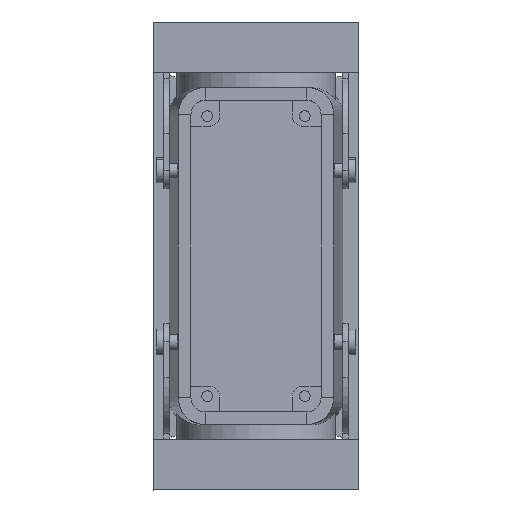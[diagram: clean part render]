
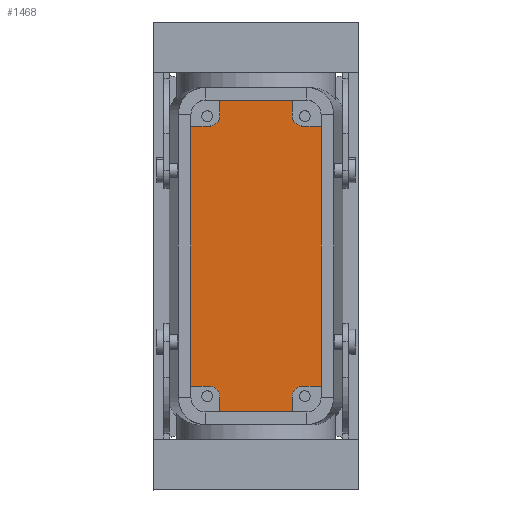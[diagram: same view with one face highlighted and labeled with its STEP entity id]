
A CAD part, top view. The second image highlights one B-rep face of the part: STEP entity #1468.
In plain terms, the highlighted planar face has unit normal (0, 0, 1).
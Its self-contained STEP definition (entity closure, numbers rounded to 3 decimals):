
#422=AXIS2_PLACEMENT_3D('Circle Axis2P3D',#420,#421,$) ;
#571=AXIS2_PLACEMENT_3D('Circle Axis2P3D',#569,#570,$) ;
#1355=AXIS2_PLACEMENT_3D('Plane Axis2P3D',#1352,#1353,#1354) ;
#368=CARTESIAN_POINT('Vertex',(18.5,107.9,4.5)) ;
#371=CARTESIAN_POINT('Line Origine',(28.5,107.9,4.5)) ;
#375=CARTESIAN_POINT('Vertex',(38.5,107.9,4.5)) ;
#396=CARTESIAN_POINT('Line Origine',(38.5,105.825,4.5)) ;
#400=CARTESIAN_POINT('Vertex',(38.5,103.75,4.5)) ;
#420=CARTESIAN_POINT('Axis2P3D Location',(41.5,103.75,4.5)) ;
#424=CARTESIAN_POINT('Vertex',(41.5,100.75,4.5)) ;
#566=CARTESIAN_POINT('Vertex',(15.5,100.75,4.5)) ;
#569=CARTESIAN_POINT('Axis2P3D Location',(15.5,103.75,4.5)) ;
#573=CARTESIAN_POINT('Vertex',(18.5,103.75,4.5)) ;
#590=CARTESIAN_POINT('Line Origine',(18.5,105.825,4.5)) ;
#1352=CARTESIAN_POINT('Axis2P3D Location',(28.5,64.75,4.5)) ;
#1358=CARTESIAN_POINT('Control Point',(15.5,28.75,4.5)) ;
#1359=CARTESIAN_POINT('Control Point',(15.839,28.75,4.5)) ;
#1360=CARTESIAN_POINT('Control Point',(16.179,28.702,4.5)) ;
#1361=CARTESIAN_POINT('Control Point',(16.509,28.606,4.5)) ;
#1362=CARTESIAN_POINT('Control Point',(17.134,28.323,4.5)) ;
#1363=CARTESIAN_POINT('Control Point',(17.655,27.878,4.5)) ;
#1364=CARTESIAN_POINT('Control Point',(17.883,27.62,4.5)) ;
#1365=CARTESIAN_POINT('Control Point',(18.217,27.111,4.5)) ;
#1366=CARTESIAN_POINT('Control Point',(18.413,26.537,4.5)) ;
#1367=CARTESIAN_POINT('Control Point',(18.471,26.277,4.5)) ;
#1368=CARTESIAN_POINT('Control Point',(18.5,26.014,4.5)) ;
#1369=CARTESIAN_POINT('Control Point',(18.5,25.75,4.5)) ;
#1370=CARTESIAN_POINT('Vertex',(18.5,25.75,4.5)) ;
#1372=CARTESIAN_POINT('Vertex',(15.5,28.75,4.5)) ;
#1375=CARTESIAN_POINT('Line Origine',(18.5,23.675,4.5)) ;
#1379=CARTESIAN_POINT('Vertex',(18.5,21.6,4.5)) ;
#1382=CARTESIAN_POINT('Line Origine',(28.5,21.6,4.5)) ;
#1386=CARTESIAN_POINT('Vertex',(38.5,21.6,4.5)) ;
#1389=CARTESIAN_POINT('Line Origine',(38.5,23.675,4.5)) ;
#1393=CARTESIAN_POINT('Vertex',(38.5,25.75,4.5)) ;
#1397=CARTESIAN_POINT('Control Point',(38.5,25.75,4.5)) ;
#1398=CARTESIAN_POINT('Control Point',(38.5,26.089,4.5)) ;
#1399=CARTESIAN_POINT('Control Point',(38.548,26.429,4.5)) ;
#1400=CARTESIAN_POINT('Control Point',(38.644,26.759,4.5)) ;
#1401=CARTESIAN_POINT('Control Point',(38.927,27.384,4.5)) ;
#1402=CARTESIAN_POINT('Control Point',(39.372,27.905,4.5)) ;
#1403=CARTESIAN_POINT('Control Point',(39.63,28.133,4.5)) ;
#1404=CARTESIAN_POINT('Control Point',(40.139,28.467,4.5)) ;
#1405=CARTESIAN_POINT('Control Point',(40.713,28.663,4.5)) ;
#1406=CARTESIAN_POINT('Control Point',(40.973,28.721,4.5)) ;
#1407=CARTESIAN_POINT('Control Point',(41.236,28.75,4.5)) ;
#1408=CARTESIAN_POINT('Control Point',(41.5,28.75,4.5)) ;
#1409=CARTESIAN_POINT('Vertex',(41.5,28.75,4.5)) ;
#1412=CARTESIAN_POINT('Line Origine',(44.,28.75,4.5)) ;
#1416=CARTESIAN_POINT('Vertex',(46.5,28.75,4.5)) ;
#1419=CARTESIAN_POINT('Line Origine',(46.5,64.75,4.5)) ;
#1423=CARTESIAN_POINT('Vertex',(46.5,100.75,4.5)) ;
#1426=CARTESIAN_POINT('Line Origine',(44.,100.75,4.5)) ;
#1431=CARTESIAN_POINT('Line Origine',(13.,100.75,4.5)) ;
#1435=CARTESIAN_POINT('Vertex',(10.5,100.75,4.5)) ;
#1438=CARTESIAN_POINT('Line Origine',(10.5,64.75,4.5)) ;
#1442=CARTESIAN_POINT('Vertex',(10.5,28.75,4.5)) ;
#1445=CARTESIAN_POINT('Line Origine',(13.,28.75,4.5)) ;
#372=DIRECTION('Vector Direction',(-1.,0.,0.)) ;
#397=DIRECTION('Vector Direction',(0.,1.,0.)) ;
#421=DIRECTION('Axis2P3D Direction',(0.,-0.,-1.)) ;
#570=DIRECTION('Axis2P3D Direction',(0.,0.,-1.)) ;
#591=DIRECTION('Vector Direction',(0.,1.,0.)) ;
#1353=DIRECTION('Axis2P3D Direction',(-0.,0.,1.)) ;
#1354=DIRECTION('Axis2P3D XDirection',(0.,-1.,0.)) ;
#1376=DIRECTION('Vector Direction',(0.,-1.,0.)) ;
#1383=DIRECTION('Vector Direction',(1.,0.,0.)) ;
#1390=DIRECTION('Vector Direction',(0.,-1.,0.)) ;
#1413=DIRECTION('Vector Direction',(-1.,0.,0.)) ;
#1420=DIRECTION('Vector Direction',(0.,-1.,0.)) ;
#1427=DIRECTION('Vector Direction',(-1.,0.,0.)) ;
#1432=DIRECTION('Vector Direction',(1.,0.,0.)) ;
#1439=DIRECTION('Vector Direction',(0.,1.,0.)) ;
#1446=DIRECTION('Vector Direction',(1.,0.,0.)) ;
#373=VECTOR('Line Direction',#372,1.) ;
#398=VECTOR('Line Direction',#397,1.) ;
#592=VECTOR('Line Direction',#591,1.) ;
#1377=VECTOR('Line Direction',#1376,1.) ;
#1384=VECTOR('Line Direction',#1383,1.) ;
#1391=VECTOR('Line Direction',#1390,1.) ;
#1414=VECTOR('Line Direction',#1413,1.) ;
#1421=VECTOR('Line Direction',#1420,1.) ;
#1428=VECTOR('Line Direction',#1427,1.) ;
#1433=VECTOR('Line Direction',#1432,1.) ;
#1440=VECTOR('Line Direction',#1439,1.) ;
#1447=VECTOR('Line Direction',#1446,1.) ;
#1451=ORIENTED_EDGE('',*,*,#1374,.F.) ;
#1452=ORIENTED_EDGE('',*,*,#1381,.T.) ;
#1453=ORIENTED_EDGE('',*,*,#1388,.T.) ;
#1454=ORIENTED_EDGE('',*,*,#1395,.F.) ;
#1455=ORIENTED_EDGE('',*,*,#1411,.F.) ;
#1456=ORIENTED_EDGE('',*,*,#1418,.F.) ;
#1457=ORIENTED_EDGE('',*,*,#1425,.T.) ;
#1458=ORIENTED_EDGE('',*,*,#1430,.T.) ;
#1459=ORIENTED_EDGE('',*,*,#426,.F.) ;
#1460=ORIENTED_EDGE('',*,*,#402,.T.) ;
#1461=ORIENTED_EDGE('',*,*,#377,.T.) ;
#1462=ORIENTED_EDGE('',*,*,#594,.F.) ;
#1463=ORIENTED_EDGE('',*,*,#575,.F.) ;
#1464=ORIENTED_EDGE('',*,*,#1437,.F.) ;
#1465=ORIENTED_EDGE('',*,*,#1444,.T.) ;
#1466=ORIENTED_EDGE('',*,*,#1449,.T.) ;
#1468=ADVANCED_FACE('Housing',(#1467),#1356,.T.) ;
#1357=B_SPLINE_CURVE_WITH_KNOTS('',5,(#1358,#1359,#1360,#1361,#1362,#1363,#1364,#1365,#1366,#1367,#1368,#1369),.UNSPECIFIED.,.F.,.U.,(6,3,3,6),(0.,2.4,4.8,6.664),.UNSPECIFIED.) ;
#1396=B_SPLINE_CURVE_WITH_KNOTS('',5,(#1397,#1398,#1399,#1400,#1401,#1402,#1403,#1404,#1405,#1406,#1407,#1408),.UNSPECIFIED.,.F.,.U.,(6,3,3,6),(0.,2.4,4.8,6.664),.UNSPECIFIED.) ;
#423=CIRCLE('generated circle',#422,3.) ;
#572=CIRCLE('generated circle',#571,3.) ;
#377=EDGE_CURVE('',#376,#369,#374,.T.) ;
#402=EDGE_CURVE('',#401,#376,#399,.T.) ;
#426=EDGE_CURVE('',#401,#425,#423,.F.) ;
#575=EDGE_CURVE('',#567,#574,#572,.F.) ;
#594=EDGE_CURVE('',#574,#369,#593,.T.) ;
#1374=EDGE_CURVE('',#1371,#1373,#1357,.F.) ;
#1381=EDGE_CURVE('',#1371,#1380,#1378,.T.) ;
#1388=EDGE_CURVE('',#1380,#1387,#1385,.T.) ;
#1395=EDGE_CURVE('',#1394,#1387,#1392,.T.) ;
#1411=EDGE_CURVE('',#1410,#1394,#1396,.F.) ;
#1418=EDGE_CURVE('',#1417,#1410,#1415,.T.) ;
#1425=EDGE_CURVE('',#1417,#1424,#1422,.F.) ;
#1430=EDGE_CURVE('',#1424,#425,#1429,.T.) ;
#1437=EDGE_CURVE('',#1436,#567,#1434,.T.) ;
#1444=EDGE_CURVE('',#1436,#1443,#1441,.F.) ;
#1449=EDGE_CURVE('',#1443,#1373,#1448,.T.) ;
#1450=EDGE_LOOP('',(#1451,#1452,#1453,#1454,#1455,#1456,#1457,#1458,#1459,#1460,#1461,#1462,#1463,#1464,#1465,#1466)) ;
#1467=FACE_OUTER_BOUND('',#1450,.T.) ;
#374=LINE('Line',#371,#373) ;
#399=LINE('Line',#396,#398) ;
#593=LINE('Line',#590,#592) ;
#1378=LINE('Line',#1375,#1377) ;
#1385=LINE('Line',#1382,#1384) ;
#1392=LINE('Line',#1389,#1391) ;
#1415=LINE('Line',#1412,#1414) ;
#1422=LINE('Line',#1419,#1421) ;
#1429=LINE('Line',#1426,#1428) ;
#1434=LINE('Line',#1431,#1433) ;
#1441=LINE('Line',#1438,#1440) ;
#1448=LINE('Line',#1445,#1447) ;
#1356=PLANE('',#1355) ;
#369=VERTEX_POINT('',#368) ;
#376=VERTEX_POINT('',#375) ;
#401=VERTEX_POINT('',#400) ;
#425=VERTEX_POINT('',#424) ;
#567=VERTEX_POINT('',#566) ;
#574=VERTEX_POINT('',#573) ;
#1371=VERTEX_POINT('',#1370) ;
#1373=VERTEX_POINT('',#1372) ;
#1380=VERTEX_POINT('',#1379) ;
#1387=VERTEX_POINT('',#1386) ;
#1394=VERTEX_POINT('',#1393) ;
#1410=VERTEX_POINT('',#1409) ;
#1417=VERTEX_POINT('',#1416) ;
#1424=VERTEX_POINT('',#1423) ;
#1436=VERTEX_POINT('',#1435) ;
#1443=VERTEX_POINT('',#1442) ;
